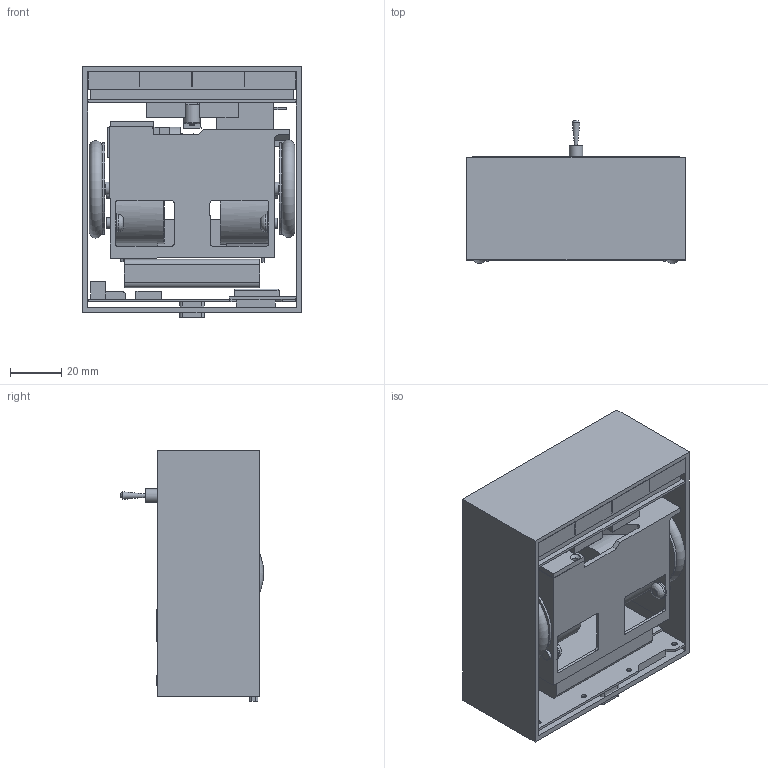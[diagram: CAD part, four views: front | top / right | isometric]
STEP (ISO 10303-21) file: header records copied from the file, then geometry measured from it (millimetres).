
FILE_DESCRIPTION(/* description */ (''),/* implementation_level */ '2;1');
FILE_NAME(/* name */ 'test-fit.stp',/* time_stamp */ '2024-05-06T23:45:54+08:00',/* author */ ('Toby'),/* organization */ (''),/* preprocessor_version */ 'ST-DEVELOPER v18.1',/* originating_system */ 'Autodesk Inventor 2021',/* authorisation */ '');
FILE_SCHEMA (('AUTOMOTIVE_DESIGN { 1 0 10303 214 3 1 1 }'));
Length unit declared in the file: millimetre
Products named in the file (15): test-fit; display-unit; stepper-motor; switch-mockup; mg90s-servo; expected_size; battery_mockup; mcu-unit; frame v1; round m4x5; servo-mount; structural-bar; servo-swap; wheel-mockup; silicon-ring-mockup
Assembly tree (22 placements, depth 2):
  test-fit
    display-unit
    stepper-motor  x2
    switch-mockup
    mg90s-servo  x2
    expected_size
    battery_mockup
    mcu-unit
    frame v1
    round m4x5  x4
    servo-mount
    structural-bar
    servo-swap  x2
    wheel-mockup  x2
    silicon-ring-mockup  x2
Bounding box: 85.21 x 55.93 x 97.72 mm (x, y, z)
Volume: 156562.8 mm3; surface area: 105300.3 mm2
Topology: 22 solids, 22 shells, 636 faces, 1765 edges, 1186 vertices
Faces by surface type: plane 479, cylinder 118, cone 27, torus 7, bspline 5
Full cylindrical faces by diameter (mm): 2 x35, 4 x12, 4.4 x4, 5 x2, 5.3 x1, 6 x1, 6.6 x6, 9 x2, 9.2 x2, 10 x1, 28 x2, 35.6 x2
Entity records: 17663 total; most frequent: CARTESIAN_POINT 3069, ORIENTED_EDGE 2928, DIRECTION 2896, EDGE_CURVE 1464, LINE 1138, VECTOR 1138, VERTEX_POINT 992, AXIS2_PLACEMENT_3D 879
